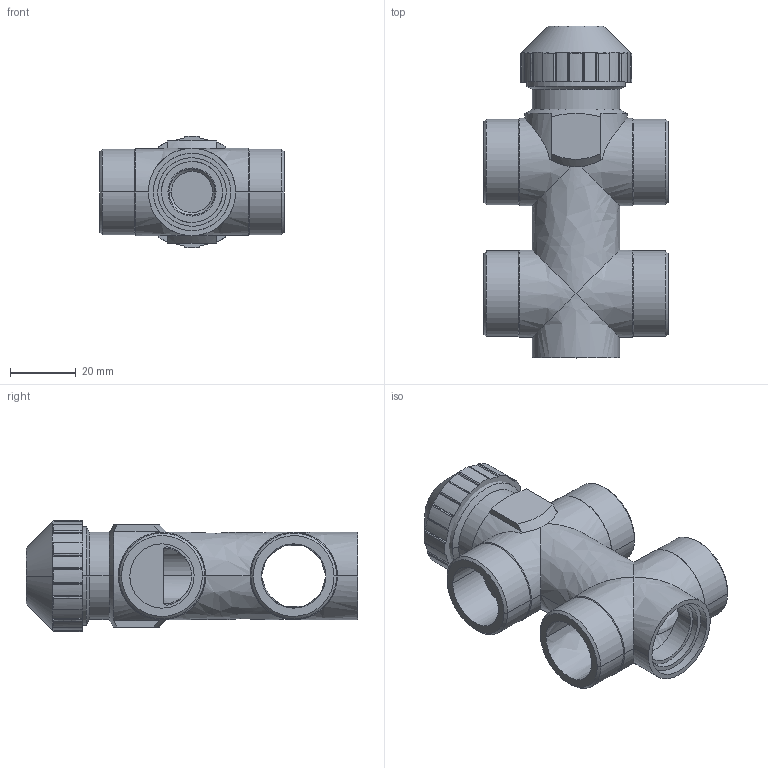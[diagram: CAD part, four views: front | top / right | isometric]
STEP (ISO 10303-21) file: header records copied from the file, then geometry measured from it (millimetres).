
FILE_DESCRIPTION (( 'STEP AP214' ), '1' );
FILE_NAME ('4-34.STEP', '2025-09-18T13:44:55', ( '微软用户' ), ( '微软中国' ), 'SwSTEP 2.0', 'SolidWorks 2021', '' );
FILE_SCHEMA (( 'AUTOMOTIVE_DESIGN' ));
Length unit declared in the file: millimetre
Products named in the file (1): 4-34
Bounding box: 56 x 100.77 x 34 mm (x, y, z)
Volume: 40634.8 mm3; surface area: 27448.7 mm2
Topology: 3 solids, 3 shells, 224 faces, 833 edges, 623 vertices
Faces by surface type: bspline 224
Entity records: 18955 total; most frequent: CARTESIAN_POINT 12078, ORIENTED_EDGE 1666, EDGE_CURVE 833, VERTEX_POINT 623, B_SPLINE_CURVE_WITH_KNOTS 458, EDGE_LOOP 242, UNCERTAINTY_MEASURE_WITH_UNIT 229, PRESENTATION_LAYER_ASSIGNMENT 228
